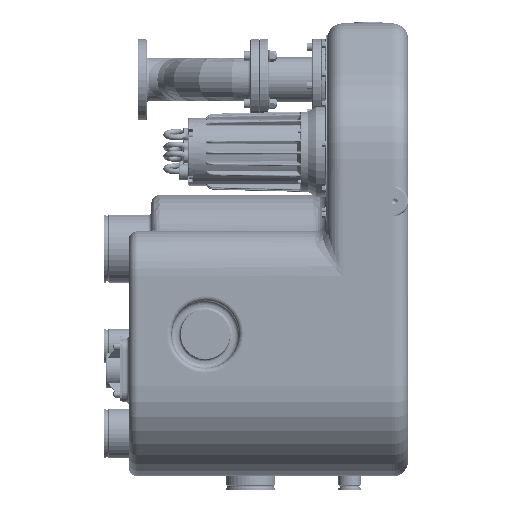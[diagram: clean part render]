
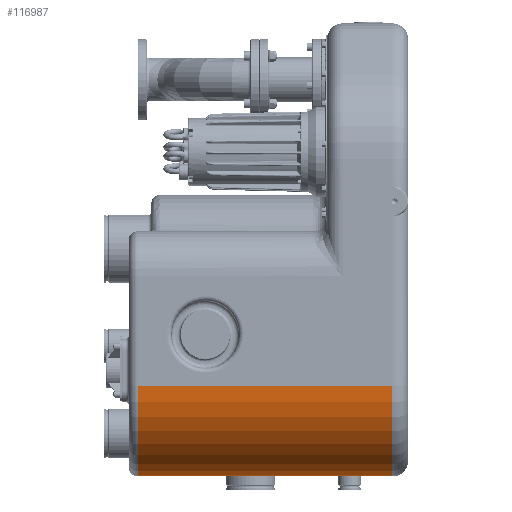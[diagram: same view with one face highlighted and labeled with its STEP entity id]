
A CAD part, left-side view. The second image highlights one B-rep face of the part: STEP entity #116987.
In plain terms, the highlighted cylindrical face has radius 200 mm (diameter 400 mm), a partial arc.
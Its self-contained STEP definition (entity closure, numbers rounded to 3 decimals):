
#2388 = DIRECTION ( 'NONE',  ( 0., 0., 1. ) ) ;
#9789 = ORIENTED_EDGE ( 'NONE', *, *, #58278, .T. ) ;
#17297 = VECTOR ( 'NONE', #46152, 1000. ) ;
#30109 = EDGE_LOOP ( 'NONE', ( #110482, #9789, #91028, #52316 ) ) ;
#31200 = CIRCLE ( 'NONE', #102134, 200. ) ;
#33052 = DIRECTION ( 'NONE',  ( 0., 1., 0. ) ) ;
#38269 = VERTEX_POINT ( 'NONE', #96133 ) ;
#46152 = DIRECTION ( 'NONE',  ( 0., -1., 0. ) ) ;
#52316 = ORIENTED_EDGE ( 'NONE', *, *, #75082, .T. ) ;
#52427 = DIRECTION ( 'NONE',  ( 0., -1., 0. ) ) ;
#57564 = LINE ( 'NONE', #96260, #17297 ) ;
#58278 = EDGE_CURVE ( 'NONE', #104696, #121342, #31200, .T. ) ;
#60432 = CARTESIAN_POINT ( 'NONE',  ( -265., 35., -680. ) ) ;
#63379 = AXIS2_PLACEMENT_3D ( 'NONE', #60432, #33052, #71811 ) ;
#66174 = LINE ( 'NONE', #93501, #99944 ) ;
#70256 = CARTESIAN_POINT ( 'NONE',  ( -265., 620., -680. ) ) ;
#71490 = DIRECTION ( 'NONE',  ( 0., 0., -1. ) ) ;
#71811 = DIRECTION ( 'NONE',  ( 0., 0., 1. ) ) ;
#75082 = EDGE_CURVE ( 'NONE', #38269, #120024, #116074, .T. ) ;
#75088 = DIRECTION ( 'NONE',  ( 0., -1., 0. ) ) ;
#91028 = ORIENTED_EDGE ( 'NONE', *, *, #113289, .T. ) ;
#93501 = CARTESIAN_POINT ( 'NONE',  ( -465., 620., -680. ) ) ;
#96133 = CARTESIAN_POINT ( 'NONE',  ( -265., 35., -880. ) ) ;
#96260 = CARTESIAN_POINT ( 'NONE',  ( -265., 620., -880. ) ) ;
#97042 = CYLINDRICAL_SURFACE ( 'NONE', #117067, 200. ) ;
#98726 = EDGE_CURVE ( 'NONE', #104696, #120024, #66174, .T. ) ;
#99944 = VECTOR ( 'NONE', #75088, 1000. ) ;
#100659 = FACE_OUTER_BOUND ( 'NONE', #30109, .T. ) ;
#102134 = AXIS2_PLACEMENT_3D ( 'NONE', #107099, #107751, #2388 ) ;
#104696 = VERTEX_POINT ( 'NONE', #117548 ) ;
#107099 = CARTESIAN_POINT ( 'NONE',  ( -265., 600., -680. ) ) ;
#107751 = DIRECTION ( 'NONE',  ( 0., -1., 0. ) ) ;
#107958 = CARTESIAN_POINT ( 'NONE',  ( -465., 35., -680. ) ) ;
#110482 = ORIENTED_EDGE ( 'NONE', *, *, #98726, .F. ) ;
#113289 = EDGE_CURVE ( 'NONE', #121342, #38269, #57564, .T. ) ;
#116074 = CIRCLE ( 'NONE', #63379, 200. ) ;
#116987 = ADVANCED_FACE ( 'NONE', ( #100659 ), #97042, .T. ) ;
#117067 = AXIS2_PLACEMENT_3D ( 'NONE', #70256, #52427, #71490 ) ;
#117548 = CARTESIAN_POINT ( 'NONE',  ( -465., 600., -680. ) ) ;
#120024 = VERTEX_POINT ( 'NONE', #107958 ) ;
#121342 = VERTEX_POINT ( 'NONE', #121788 ) ;
#121788 = CARTESIAN_POINT ( 'NONE',  ( -265., 600., -880. ) ) ;
